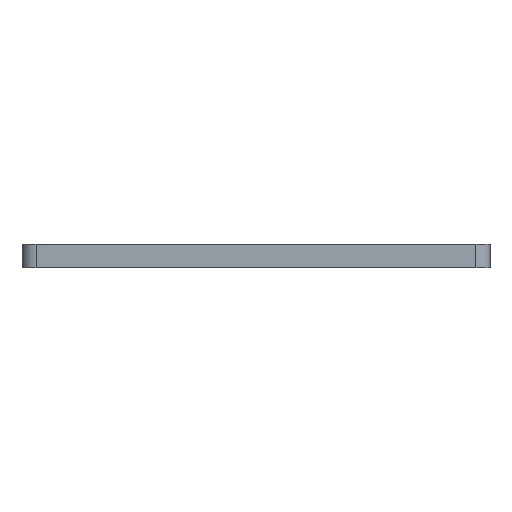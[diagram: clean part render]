
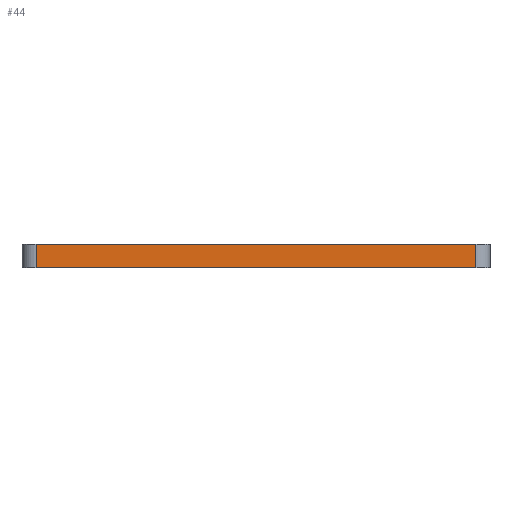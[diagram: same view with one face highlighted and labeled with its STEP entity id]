
A CAD part, left-side view. The second image highlights one B-rep face of the part: STEP entity #44.
In plain terms, the highlighted planar face has unit normal (-1, 0, 0).
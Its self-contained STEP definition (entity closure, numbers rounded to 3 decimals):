
#44 = ADVANCED_FACE ( 'NONE', ( #2790 ), #525, .F. ) ;
#90 = DIRECTION ( 'NONE',  ( 0., -1., 0. ) ) ;
#286 = EDGE_CURVE ( 'NONE', #2351, #584, #1976, .T. ) ;
#424 = VERTEX_POINT ( 'NONE', #2488 ) ;
#525 = PLANE ( 'NONE',  #1027 ) ;
#584 = VERTEX_POINT ( 'NONE', #740 ) ;
#654 = LINE ( 'NONE', #1555, #1538 ) ;
#721 = CARTESIAN_POINT ( 'NONE',  ( 0., 0., 5. ) ) ;
#740 = CARTESIAN_POINT ( 'NONE',  ( 0., 3., 0. ) ) ;
#869 = DIRECTION ( 'NONE',  ( 0., -1., 0. ) ) ;
#950 = VECTOR ( 'NONE', #90, 1000. ) ;
#1010 = CARTESIAN_POINT ( 'NONE',  ( 0., 97., 0. ) ) ;
#1027 = AXIS2_PLACEMENT_3D ( 'NONE', #721, #1423, #1874 ) ;
#1084 = VECTOR ( 'NONE', #869, 1000. ) ;
#1093 = EDGE_CURVE ( 'NONE', #2305, #2351, #654, .T. ) ;
#1148 = EDGE_CURVE ( 'NONE', #2305, #424, #2754, .T. ) ;
#1200 = DIRECTION ( 'NONE',  ( 0., 0., -1. ) ) ;
#1262 = CARTESIAN_POINT ( 'NONE',  ( 0., 3., 5. ) ) ;
#1423 = DIRECTION ( 'NONE',  ( 1., 0., 0. ) ) ;
#1511 = DIRECTION ( 'NONE',  ( 0., 0., 1. ) ) ;
#1538 = VECTOR ( 'NONE', #1200, 1000. ) ;
#1555 = CARTESIAN_POINT ( 'NONE',  ( 0., 97., 5. ) ) ;
#1594 = EDGE_LOOP ( 'NONE', ( #1736, #1987, #2198, #1722 ) ) ;
#1722 = ORIENTED_EDGE ( 'NONE', *, *, #1093, .T. ) ;
#1736 = ORIENTED_EDGE ( 'NONE', *, *, #286, .T. ) ;
#1744 = LINE ( 'NONE', #1262, #2869 ) ;
#1874 = DIRECTION ( 'NONE',  ( 0., 0., -1. ) ) ;
#1976 = LINE ( 'NONE', #2525, #1084 ) ;
#1987 = ORIENTED_EDGE ( 'NONE', *, *, #2762, .T. ) ;
#2092 = CARTESIAN_POINT ( 'NONE',  ( 0., 0., 5. ) ) ;
#2198 = ORIENTED_EDGE ( 'NONE', *, *, #1148, .F. ) ;
#2305 = VERTEX_POINT ( 'NONE', #2796 ) ;
#2351 = VERTEX_POINT ( 'NONE', #1010 ) ;
#2488 = CARTESIAN_POINT ( 'NONE',  ( 0., 3., 5. ) ) ;
#2525 = CARTESIAN_POINT ( 'NONE',  ( 0., 0., 0. ) ) ;
#2754 = LINE ( 'NONE', #2092, #950 ) ;
#2762 = EDGE_CURVE ( 'NONE', #584, #424, #1744, .T. ) ;
#2790 = FACE_OUTER_BOUND ( 'NONE', #1594, .T. ) ;
#2796 = CARTESIAN_POINT ( 'NONE',  ( 0., 97., 5. ) ) ;
#2869 = VECTOR ( 'NONE', #1511, 1000. ) ;
